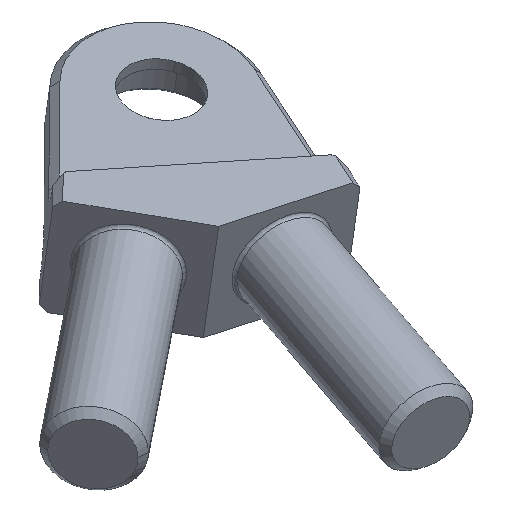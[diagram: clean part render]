
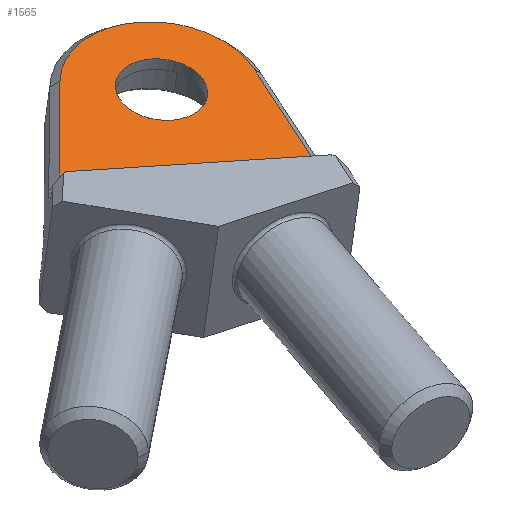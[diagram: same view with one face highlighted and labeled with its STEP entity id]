
A CAD part, isometric view. The second image highlights one B-rep face of the part: STEP entity #1565.
In plain terms, the highlighted planar face has unit normal (0, -0.146, 0.989).
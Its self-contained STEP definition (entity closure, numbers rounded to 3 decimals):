
#79=CARTESIAN_POINT('Axis2P3D Location',(1545.,536.85,160.727)) ;
#83=CARTESIAN_POINT('Vertex',(1540.612,534.479,160.378)) ;
#85=CARTESIAN_POINT('Vertex',(1549.388,539.222,161.076)) ;
#114=CARTESIAN_POINT('Axis2P3D Location',(1545.,536.85,160.727)) ;
#1505=CARTESIAN_POINT('Axis2P3D Location',(1557.406,556.011,163.548)) ;
#1511=CARTESIAN_POINT('Control Point',(1525.304,532.766,160.126)) ;
#1512=CARTESIAN_POINT('Control Point',(1549.485,517.442,157.87)) ;
#1513=CARTESIAN_POINT('Vertex',(1549.486,517.442,157.87)) ;
#1515=CARTESIAN_POINT('Vertex',(1525.304,532.766,160.126)) ;
#1519=CARTESIAN_POINT('Control Point',(1550.073,519.017,158.102)) ;
#1520=CARTESIAN_POINT('Control Point',(1549.877,518.492,158.025)) ;
#1521=CARTESIAN_POINT('Control Point',(1549.7,517.959,157.946)) ;
#1522=CARTESIAN_POINT('Control Point',(1549.485,517.442,157.87)) ;
#1523=CARTESIAN_POINT('Vertex',(1550.073,519.017,158.102)) ;
#1526=CARTESIAN_POINT('Line Origine',(1552.696,526.05,159.137)) ;
#1530=CARTESIAN_POINT('Vertex',(1555.32,533.083,160.172)) ;
#1533=CARTESIAN_POINT('Axis2P3D Location',(1545.,536.85,160.727)) ;
#1537=CARTESIAN_POINT('Vertex',(1537.226,544.549,161.86)) ;
#1540=CARTESIAN_POINT('Line Origine',(1531.865,539.251,161.08)) ;
#1544=CARTESIAN_POINT('Vertex',(1526.505,533.953,160.3)) ;
#1548=CARTESIAN_POINT('Control Point',(1525.304,532.766,160.126)) ;
#1549=CARTESIAN_POINT('Control Point',(1525.689,533.175,160.186)) ;
#1550=CARTESIAN_POINT('Control Point',(1526.104,533.557,160.242)) ;
#1551=CARTESIAN_POINT('Control Point',(1526.505,533.953,160.3)) ;
#80=DIRECTION('Axis2P3D Direction',(0.,-0.146,0.989)) ;
#115=DIRECTION('Axis2P3D Direction',(0.,-0.146,0.989)) ;
#1506=DIRECTION('Axis2P3D Direction',(0.,-0.146,0.989)) ;
#1507=DIRECTION('Axis2P3D XDirection',(-0.539,-0.833,-0.123)) ;
#1527=DIRECTION('Vector Direction',(-0.346,-0.928,-0.137)) ;
#1534=DIRECTION('Axis2P3D Direction',(0.,-0.146,0.989)) ;
#1541=DIRECTION('Vector Direction',(0.707,0.699,0.103)) ;
#81=AXIS2_PLACEMENT_3D('Circle Axis2P3D',#79,#80,$) ;
#116=AXIS2_PLACEMENT_3D('Circle Axis2P3D',#114,#115,$) ;
#1508=AXIS2_PLACEMENT_3D('Plane Axis2P3D',#1505,#1506,#1507) ;
#1535=AXIS2_PLACEMENT_3D('Circle Axis2P3D',#1533,#1534,$) ;
#1554=ORIENTED_EDGE('',*,*,#1517,.F.) ;
#1555=ORIENTED_EDGE('',*,*,#1525,.F.) ;
#1556=ORIENTED_EDGE('',*,*,#1532,.F.) ;
#1557=ORIENTED_EDGE('',*,*,#1539,.F.) ;
#1558=ORIENTED_EDGE('',*,*,#1546,.F.) ;
#1559=ORIENTED_EDGE('',*,*,#1552,.F.) ;
#1562=ORIENTED_EDGE('',*,*,#87,.F.) ;
#1563=ORIENTED_EDGE('',*,*,#118,.F.) ;
#1564=FACE_BOUND('',#1561,.T.) ;
#1528=VECTOR('Line Direction',#1527,1.) ;
#1542=VECTOR('Line Direction',#1541,1.) ;
#1565=ADVANCED_FACE('Corps principal',(#1560,#1564),#1509,.T.) ;
#1510=B_SPLINE_CURVE_WITH_KNOTS('',1,(#1511,#1512),.UNSPECIFIED.,.F.,.U.,(2,2),(0.,28.717),.UNSPECIFIED.) ;
#1518=B_SPLINE_CURVE_WITH_KNOTS('',3,(#1519,#1520,#1521,#1522),.UNSPECIFIED.,.F.,.U.,(4,4),(0.,1.698),.UNSPECIFIED.) ;
#1547=B_SPLINE_CURVE_WITH_KNOTS('',3,(#1548,#1549,#1550,#1551),.UNSPECIFIED.,.F.,.U.,(4,4),(0.,1.698),.UNSPECIFIED.) ;
#82=CIRCLE('generated circle',#81,5.) ;
#117=CIRCLE('generated circle',#116,5.) ;
#1536=CIRCLE('generated circle',#1535,11.) ;
#87=EDGE_CURVE('',#84,#86,#82,.T.) ;
#118=EDGE_CURVE('',#86,#84,#117,.T.) ;
#1517=EDGE_CURVE('',#1514,#1516,#1510,.F.) ;
#1525=EDGE_CURVE('',#1524,#1514,#1518,.T.) ;
#1532=EDGE_CURVE('',#1531,#1524,#1529,.T.) ;
#1539=EDGE_CURVE('',#1538,#1531,#1536,.F.) ;
#1546=EDGE_CURVE('',#1545,#1538,#1543,.T.) ;
#1552=EDGE_CURVE('',#1516,#1545,#1547,.T.) ;
#1553=EDGE_LOOP('',(#1554,#1555,#1556,#1557,#1558,#1559)) ;
#1561=EDGE_LOOP('',(#1562,#1563)) ;
#1560=FACE_OUTER_BOUND('',#1553,.T.) ;
#1529=LINE('Line',#1526,#1528) ;
#1543=LINE('Line',#1540,#1542) ;
#1509=PLANE('Plane',#1508) ;
#84=VERTEX_POINT('',#83) ;
#86=VERTEX_POINT('',#85) ;
#1514=VERTEX_POINT('',#1513) ;
#1516=VERTEX_POINT('',#1515) ;
#1524=VERTEX_POINT('',#1523) ;
#1531=VERTEX_POINT('',#1530) ;
#1538=VERTEX_POINT('',#1537) ;
#1545=VERTEX_POINT('',#1544) ;
